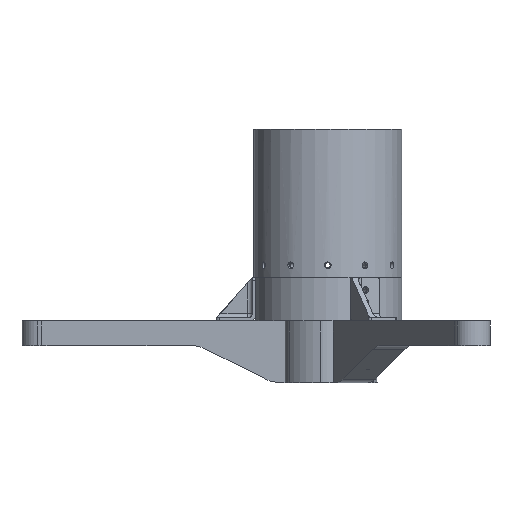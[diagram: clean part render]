
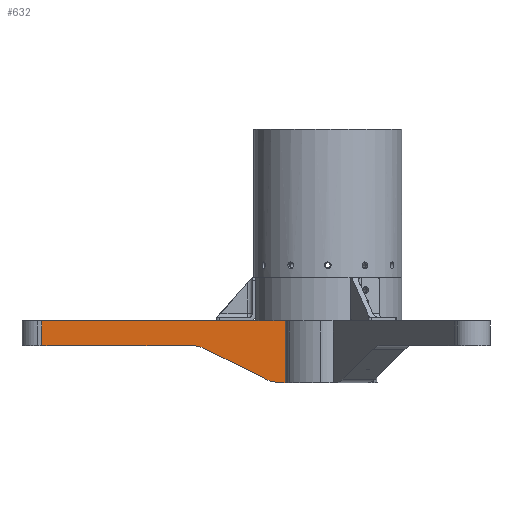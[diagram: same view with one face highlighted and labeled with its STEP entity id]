
A CAD part, left-side view. The second image highlights one B-rep face of the part: STEP entity #632.
In plain terms, the highlighted planar face has unit normal (-1, 0, 0).
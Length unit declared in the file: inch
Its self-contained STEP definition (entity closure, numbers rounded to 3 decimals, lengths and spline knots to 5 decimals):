
#431=FACE_OUTER_BOUND('',#1997,.T.);
#632=ADVANCED_FACE('',(#431),#761,.T.);
#761=PLANE('',#5194);
#944=LINE('',#10756,#1163);
#945=LINE('',#10764,#1164);
#949=LINE('',#10790,#1168);
#952=LINE('',#10808,#1171);
#955=LINE('',#10815,#1174);
#956=LINE('',#10819,#1175);
#960=LINE('',#10828,#1179);
#963=LINE('',#10834,#1182);
#1163=VECTOR('',#6338,1.);
#1164=VECTOR('',#6347,1.);
#1168=VECTOR('',#6369,1.);
#1171=VECTOR('',#6386,1.);
#1174=VECTOR('',#6393,1.);
#1175=VECTOR('',#6398,1.);
#1179=VECTOR('',#6404,1.);
#1182=VECTOR('',#6409,1.);
#1997=EDGE_LOOP('',(#2906,#2907,#2908,#2909,#2910,#2911,#2912,#2913,#2914,
#2915));
#2906=ORIENTED_EDGE('',*,*,#3908,.T.);
#2907=ORIENTED_EDGE('',*,*,#3930,.T.);
#2908=ORIENTED_EDGE('',*,*,#3892,.T.);
#2909=ORIENTED_EDGE('',*,*,#3921,.T.);
#2910=ORIENTED_EDGE('',*,*,#3896,.T.);
#2911=ORIENTED_EDGE('',*,*,#3931,.T.);
#2912=ORIENTED_EDGE('',*,*,#3923,.T.);
#2913=ORIENTED_EDGE('',*,*,#3932,.T.);
#2914=ORIENTED_EDGE('',*,*,#3927,.T.);
#2915=ORIENTED_EDGE('',*,*,#3917,.T.);
#3400=VERTEX_POINT('',#10755);
#3401=VERTEX_POINT('',#10757);
#3404=VERTEX_POINT('',#10765);
#3405=VERTEX_POINT('',#10766);
#3416=VERTEX_POINT('',#10789);
#3417=VERTEX_POINT('',#10791);
#3425=VERTEX_POINT('',#10809);
#3428=VERTEX_POINT('',#10820);
#3429=VERTEX_POINT('',#10821);
#3432=VERTEX_POINT('',#10829);
#3892=EDGE_CURVE('',#3401,#3400,#944,.T.);
#3896=EDGE_CURVE('',#3404,#3405,#945,.T.);
#3908=EDGE_CURVE('',#3417,#3416,#949,.T.);
#3917=EDGE_CURVE('',#3425,#3417,#952,.T.);
#3921=EDGE_CURVE('',#3400,#3404,#955,.T.);
#3923=EDGE_CURVE('',#3428,#3429,#956,.T.);
#3927=EDGE_CURVE('',#3432,#3425,#960,.T.);
#3930=EDGE_CURVE('',#3416,#3401,#963,.T.);
#3931=EDGE_CURVE('',#3405,#3428,#4465,.T.);
#3932=EDGE_CURVE('',#3429,#3432,#4466,.T.);
#4465=CIRCLE('',#5192,1.4);
#4466=CIRCLE('',#5193,1.4);
#5192=AXIS2_PLACEMENT_3D('',#10835,#6410,#6411);
#5193=AXIS2_PLACEMENT_3D('',#10836,#6412,#6413);
#5194=AXIS2_PLACEMENT_3D('',#10837,#6414,#6415);
#6338=DIRECTION('',(0.,-1.,0.));
#6347=DIRECTION('',(0.,-1.,0.));
#6369=DIRECTION('',(0.,1.,0.));
#6386=DIRECTION('',(0.,0.,1.));
#6393=DIRECTION('',(0.,-1.,0.));
#6398=DIRECTION('',(0.,-0.894,-0.447));
#6404=DIRECTION('',(0.,-1.,0.));
#6409=DIRECTION('',(0.,0.,-1.));
#6410=DIRECTION('',(1.,0.,0.));
#6411=DIRECTION('',(0.,0.,1.));
#6412=DIRECTION('',(-1.,0.,0.));
#6413=DIRECTION('',(0.,0.,1.));
#6414=DIRECTION('',(-1.,0.,0.));
#6415=DIRECTION('',(0.,0.,1.));
#10755=CARTESIAN_POINT('',(-0.75,11.02075,0.));
#10756=CARTESIAN_POINT('',(-0.75,12.375,0.));
#10757=CARTESIAN_POINT('',(-0.75,11.57698,0.));
#10764=CARTESIAN_POINT('',(-0.75,12.375,0.));
#10765=CARTESIAN_POINT('',(-0.75,5.72925,0.));
#10766=CARTESIAN_POINT('',(-0.75,5.56255,0.));
#10789=CARTESIAN_POINT('',(-0.75,11.57698,1.));
#10790=CARTESIAN_POINT('',(-0.75,1.73205,1.));
#10791=CARTESIAN_POINT('',(-0.75,1.73205,1.));
#10808=CARTESIAN_POINT('',(-0.75,1.73205,0.));
#10809=CARTESIAN_POINT('',(-0.75,1.73205,-1.5));
#10815=CARTESIAN_POINT('',(-0.75,12.375,0.));
#10819=CARTESIAN_POINT('',(-0.75,5.23205,0.));
#10820=CARTESIAN_POINT('',(-0.75,4.93645,-0.1478));
#10821=CARTESIAN_POINT('',(-0.75,2.52765,-1.3522));
#10828=CARTESIAN_POINT('',(-0.75,2.23205,-1.5));
#10829=CARTESIAN_POINT('',(-0.75,1.90156,-1.5));
#10834=CARTESIAN_POINT('',(-0.75,11.57698,0.));
#10835=CARTESIAN_POINT('',(-0.75,5.56255,-1.4));
#10836=CARTESIAN_POINT('',(-0.75,1.90156,-0.1));
#10837=CARTESIAN_POINT('',(-0.75,0.,0.));
